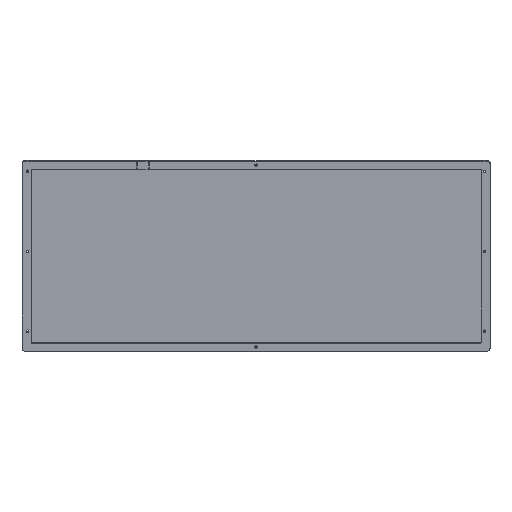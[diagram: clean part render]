
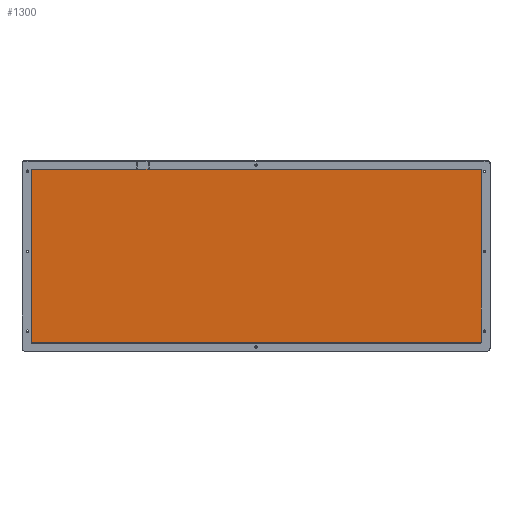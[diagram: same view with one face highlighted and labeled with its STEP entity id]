
A CAD part, top view. The second image highlights one B-rep face of the part: STEP entity #1300.
In plain terms, the highlighted planar face has unit normal (0, -0.065, 0.998).
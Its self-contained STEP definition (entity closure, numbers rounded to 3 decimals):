
#68=CIRCLE('',#1398,1.);
#69=CIRCLE('',#1401,1.);
#70=CIRCLE('',#1403,1.);
#71=CIRCLE('',#1404,1.);
#113=PLANE('',#1402);
#151=FACE_OUTER_BOUND('',#235,.T.);
#235=EDGE_LOOP('',(#937,#938,#939,#940,#941,#942,#943,#944));
#328=LINE('',#1986,#414);
#342=LINE('',#2051,#428);
#345=LINE('',#2058,#431);
#346=LINE('',#2062,#432);
#414=VECTOR('',#1565,10.);
#428=VECTOR('',#1625,10.);
#431=VECTOR('',#1634,10.);
#432=VECTOR('',#1637,10.);
#552=VERTEX_POINT('',#1983);
#553=VERTEX_POINT('',#1985);
#579=VERTEX_POINT('',#2044);
#580=VERTEX_POINT('',#2045);
#581=VERTEX_POINT('',#2050);
#582=VERTEX_POINT('',#2054);
#583=VERTEX_POINT('',#2059);
#584=VERTEX_POINT('',#2061);
#685=EDGE_CURVE('',#553,#552,#328,.T.);
#715=EDGE_CURVE('',#579,#580,#68,.T.);
#718=EDGE_CURVE('',#581,#579,#342,.T.);
#720=EDGE_CURVE('',#582,#553,#69,.T.);
#722=EDGE_CURVE('',#582,#580,#345,.T.);
#723=EDGE_CURVE('',#552,#583,#70,.T.);
#724=EDGE_CURVE('',#584,#583,#346,.T.);
#725=EDGE_CURVE('',#584,#581,#71,.T.);
#937=ORIENTED_EDGE('',*,*,#715,.T.);
#938=ORIENTED_EDGE('',*,*,#722,.F.);
#939=ORIENTED_EDGE('',*,*,#720,.T.);
#940=ORIENTED_EDGE('',*,*,#685,.T.);
#941=ORIENTED_EDGE('',*,*,#723,.T.);
#942=ORIENTED_EDGE('',*,*,#724,.F.);
#943=ORIENTED_EDGE('',*,*,#725,.T.);
#944=ORIENTED_EDGE('',*,*,#718,.T.);
#1300=ADVANCED_FACE('',(#151),#113,.T.);
#1398=AXIS2_PLACEMENT_3D('',#2046,#1619,#1620);
#1401=AXIS2_PLACEMENT_3D('',#2055,#1629,#1630);
#1402=AXIS2_PLACEMENT_3D('',#2057,#1632,#1633);
#1403=AXIS2_PLACEMENT_3D('',#2060,#1635,#1636);
#1404=AXIS2_PLACEMENT_3D('',#2063,#1638,#1639);
#1565=DIRECTION('',(-1.,0.,0.));
#1619=DIRECTION('center_axis',(0.,-0.065,
0.998));
#1620=DIRECTION('ref_axis',(0.707,-0.706,-0.046));
#1625=DIRECTION('',(1.,0.,0.));
#1629=DIRECTION('center_axis',(0.,-0.065,
0.998));
#1630=DIRECTION('ref_axis',(0.707,0.706,0.046));
#1632=DIRECTION('center_axis',(0.,-0.065,
0.998));
#1633=DIRECTION('ref_axis',(1.,0.,0.));
#1634=DIRECTION('',(0.,-0.998,-0.065));
#1635=DIRECTION('center_axis',(0.,-0.065,
0.998));
#1636=DIRECTION('ref_axis',(-0.707,0.706,0.046));
#1637=DIRECTION('',(0.,0.998,0.065));
#1638=DIRECTION('center_axis',(0.,-0.065,
0.998));
#1639=DIRECTION('ref_axis',(-0.707,-0.706,-0.046));
#1983=CARTESIAN_POINT('',(-196.419,476.671,120.55));
#1985=CARTESIAN_POINT('',(253.631,476.671,120.55));
#1986=CARTESIAN_POINT('',(44.196,476.671,120.55));
#2044=CARTESIAN_POINT('',(253.631,301.899,109.095));
#2045=CARTESIAN_POINT('',(254.631,302.896,109.161));
#2046=CARTESIAN_POINT('Origin',(253.631,302.896,109.161));
#2050=CARTESIAN_POINT('',(-196.419,301.899,109.095));
#2051=CARTESIAN_POINT('',(-181.829,301.899,109.095));
#2054=CARTESIAN_POINT('',(254.631,475.673,120.485));
#2055=CARTESIAN_POINT('Origin',(253.631,475.673,120.485));
#2057=CARTESIAN_POINT('Origin',(-166.239,294.142,108.587));
#2058=CARTESIAN_POINT('',(254.631,310.879,109.684));
#2059=CARTESIAN_POINT('',(-197.419,475.673,120.485));
#2060=CARTESIAN_POINT('Origin',(-196.419,475.673,120.485));
#2061=CARTESIAN_POINT('',(-197.419,302.896,109.161));
#2062=CARTESIAN_POINT('',(-197.419,304.683,109.278));
#2063=CARTESIAN_POINT('Origin',(-196.419,302.896,109.161));
